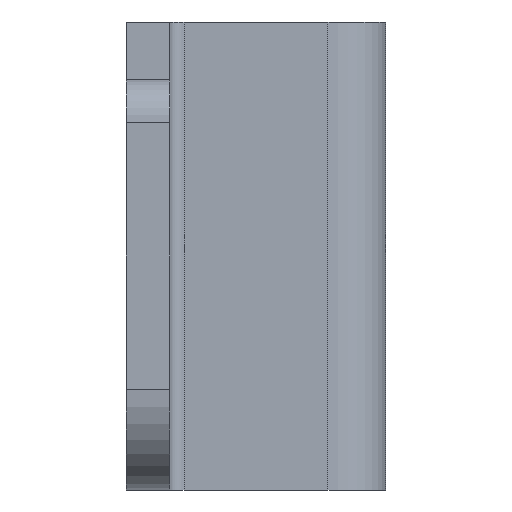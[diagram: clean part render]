
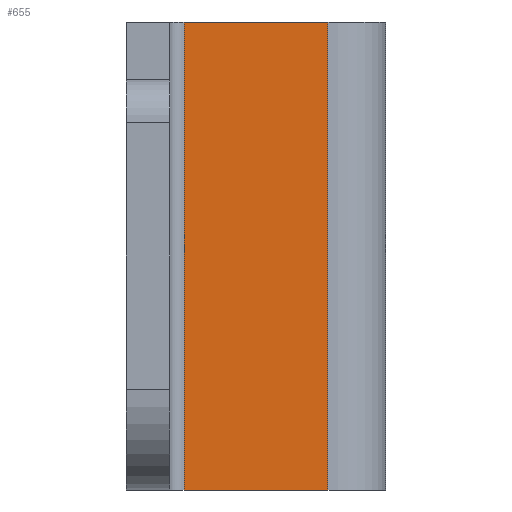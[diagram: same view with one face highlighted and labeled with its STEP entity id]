
A CAD part, left-side view. The second image highlights one B-rep face of the part: STEP entity #655.
In plain terms, the highlighted planar face has unit normal (-1, 0, 0).
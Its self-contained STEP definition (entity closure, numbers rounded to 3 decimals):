
#43 = CARTESIAN_POINT ( 'NONE',  ( 0., 8., -32.5 ) ) ;
#60 = CARTESIAN_POINT ( 'NONE',  ( 0., 8., 32.5 ) ) ;
#104 = DIRECTION ( 'NONE',  ( 1., 0., 0. ) ) ;
#105 = DIRECTION ( 'NONE',  ( 0., 1., 0. ) ) ;
#110 = CARTESIAN_POINT ( 'NONE',  ( 0., 28., 32.5 ) ) ;
#111 = PLANE ( 'NONE',  #732 ) ;
#124 = CARTESIAN_POINT ( 'NONE',  ( 0., 28., 32.5 ) ) ;
#166 = CARTESIAN_POINT ( 'NONE',  ( 0., 28., -32.5 ) ) ;
#177 = DIRECTION ( 'NONE',  ( 0., -1., 0. ) ) ;
#226 = CARTESIAN_POINT ( 'NONE',  ( 0., 8., 32.5 ) ) ;
#250 = CARTESIAN_POINT ( 'NONE',  ( 0., 28., 32.5 ) ) ;
#261 = CARTESIAN_POINT ( 'NONE',  ( 0., 28., -32.5 ) ) ;
#266 = DIRECTION ( 'NONE',  ( 0., -1., 0. ) ) ;
#282 = CARTESIAN_POINT ( 'NONE',  ( 0., 28., 32.5 ) ) ;
#284 = DIRECTION ( 'NONE',  ( 0., 0., -1. ) ) ;
#286 = DIRECTION ( 'NONE',  ( 0., 0., -1. ) ) ;
#307 = VERTEX_POINT ( 'NONE', #261 ) ;
#308 = VERTEX_POINT ( 'NONE', #43 ) ;
#311 = EDGE_LOOP ( 'NONE', ( #401, #397, #402, #495 ) ) ;
#397 = ORIENTED_EDGE ( 'NONE', *, *, #693, .F. ) ;
#401 = ORIENTED_EDGE ( 'NONE', *, *, #666, .T. ) ;
#402 = ORIENTED_EDGE ( 'NONE', *, *, #714, .F. ) ;
#419 = VECTOR ( 'NONE', #286, 1000. ) ;
#448 = VERTEX_POINT ( 'NONE', #60 ) ;
#453 = VERTEX_POINT ( 'NONE', #124 ) ;
#495 = ORIENTED_EDGE ( 'NONE', *, *, #696, .T. ) ;
#557 = FACE_OUTER_BOUND ( 'NONE', #311, .T. ) ;
#568 = LINE ( 'NONE', #166, #603 ) ;
#595 = LINE ( 'NONE', #226, #620 ) ;
#597 = LINE ( 'NONE', #282, #419 ) ;
#603 = VECTOR ( 'NONE', #177, 1000. ) ;
#620 = VECTOR ( 'NONE', #284, 1000. ) ;
#655 = ADVANCED_FACE ( 'NONE', ( #557 ), #111, .F. ) ;
#666 = EDGE_CURVE ( 'NONE', #307, #308, #568, .T. ) ;
#693 = EDGE_CURVE ( 'NONE', #448, #308, #595, .T. ) ;
#696 = EDGE_CURVE ( 'NONE', #453, #307, #597, .T. ) ;
#714 = EDGE_CURVE ( 'NONE', #453, #448, #770, .T. ) ;
#732 = AXIS2_PLACEMENT_3D ( 'NONE', #110, #104, #105 ) ;
#770 = LINE ( 'NONE', #250, #791 ) ;
#791 = VECTOR ( 'NONE', #266, 1000. ) ;
